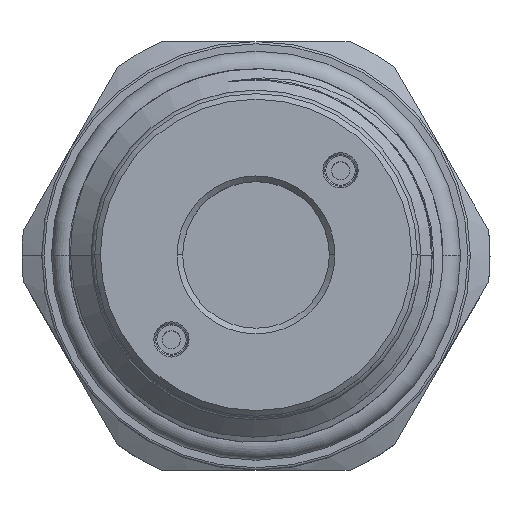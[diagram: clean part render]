
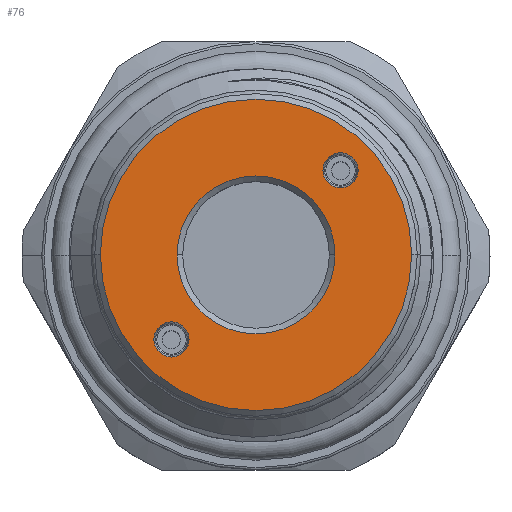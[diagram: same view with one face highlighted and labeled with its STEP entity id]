
A CAD part, top view. The second image highlights one B-rep face of the part: STEP entity #76.
In plain terms, the highlighted planar face has unit normal (0, 0, 1).
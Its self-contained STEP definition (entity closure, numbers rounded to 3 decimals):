
#76 = ADVANCED_FACE ( 'NONE', ( #892, #789, #792, #849 ), #7134, .T. ) ;
#653 = VERTEX_POINT ( 'NONE', #2580 ) ;
#663 = CIRCLE ( 'NONE', #9633, 1.561 ) ;
#718 = CIRCLE ( 'NONE', #9620, 7. ) ;
#768 = CIRCLE ( 'NONE', #9777, 13.8 ) ;
#789 = FACE_BOUND ( 'NONE', #1598, .T. ) ;
#792 = FACE_OUTER_BOUND ( 'NONE', #1571, .T. ) ;
#849 = FACE_BOUND ( 'NONE', #1191, .T. ) ;
#892 = FACE_BOUND ( 'NONE', #1582, .T. ) ;
#1153 = CIRCLE ( 'NONE', #9756, 1.561 ) ;
#1191 = EDGE_LOOP ( 'NONE', ( #6213, #5800 ) ) ;
#1327 = VERTEX_POINT ( 'NONE', #2659 ) ;
#1385 = VERTEX_POINT ( 'NONE', #2702 ) ;
#1386 = VERTEX_POINT ( 'NONE', #2707 ) ;
#1469 = VERTEX_POINT ( 'NONE', #2828 ) ;
#1470 = VERTEX_POINT ( 'NONE', #2827 ) ;
#1472 = VERTEX_POINT ( 'NONE', #2825 ) ;
#1474 = VERTEX_POINT ( 'NONE', #2823 ) ;
#1571 = EDGE_LOOP ( 'NONE', ( #5871, #6296 ) ) ;
#1582 = EDGE_LOOP ( 'NONE', ( #6211, #6415 ) ) ;
#1598 = EDGE_LOOP ( 'NONE', ( #6276, #6420 ) ) ;
#1691 = EDGE_CURVE ( 'NONE', #653, #1327, #663, .T. ) ;
#1697 = EDGE_CURVE ( 'NONE', #1470, #1472, #718, .T. ) ;
#1795 = EDGE_CURVE ( 'NONE', #1385, #1474, #768, .T. ) ;
#1826 = EDGE_CURVE ( 'NONE', #1469, #1386, #1153, .T. ) ;
#1980 = EDGE_CURVE ( 'NONE', #1327, #653, #9101, .T. ) ;
#2102 = EDGE_CURVE ( 'NONE', #1474, #1385, #9283, .T. ) ;
#2193 = EDGE_CURVE ( 'NONE', #1472, #1470, #9552, .T. ) ;
#2285 = EDGE_CURVE ( 'NONE', #1386, #1469, #9312, .T. ) ;
#2316 = AXIS2_PLACEMENT_3D ( 'NONE', #6979, #7115, #7135 ) ;
#2580 = CARTESIAN_POINT ( 'NONE',  ( -7.495, -9.056, 0. ) ) ;
#2659 = CARTESIAN_POINT ( 'NONE',  ( -7.495, -5.935, 0. ) ) ;
#2702 = CARTESIAN_POINT ( 'NONE',  ( -13.8, 0., 0. ) ) ;
#2707 = CARTESIAN_POINT ( 'NONE',  ( 7.495, 5.935, 0. ) ) ;
#2823 = CARTESIAN_POINT ( 'NONE',  ( 13.8, 0., 0. ) ) ;
#2825 = CARTESIAN_POINT ( 'NONE',  ( 7., 0., 0. ) ) ;
#2827 = CARTESIAN_POINT ( 'NONE',  ( -7., 0., 0. ) ) ;
#2828 = CARTESIAN_POINT ( 'NONE',  ( 7.495, 9.056, 0. ) ) ;
#2908 = DIRECTION ( 'NONE',  ( 0., -1., 0. ) ) ;
#2909 = DIRECTION ( 'NONE',  ( 0., 0., -1. ) ) ;
#2910 = CARTESIAN_POINT ( 'NONE',  ( -7.495, -7.495, 0. ) ) ;
#2932 = DIRECTION ( 'NONE',  ( 1., 0., 0. ) ) ;
#2933 = DIRECTION ( 'NONE',  ( 0., 0., -1. ) ) ;
#2934 = CARTESIAN_POINT ( 'NONE',  ( 0., 0., 0. ) ) ;
#4284 = CARTESIAN_POINT ( 'NONE',  ( -7.495, -7.495, 0. ) ) ;
#4292 = DIRECTION ( 'NONE',  ( 0., -1., 0. ) ) ;
#4294 = DIRECTION ( 'NONE',  ( 0., 0., -1. ) ) ;
#5800 = ORIENTED_EDGE ( 'NONE', *, *, #1691, .T. ) ;
#5871 = ORIENTED_EDGE ( 'NONE', *, *, #1795, .T. ) ;
#6211 = ORIENTED_EDGE ( 'NONE', *, *, #2285, .T. ) ;
#6213 = ORIENTED_EDGE ( 'NONE', *, *, #1980, .T. ) ;
#6276 = ORIENTED_EDGE ( 'NONE', *, *, #2193, .T. ) ;
#6296 = ORIENTED_EDGE ( 'NONE', *, *, #2102, .T. ) ;
#6415 = ORIENTED_EDGE ( 'NONE', *, *, #1826, .T. ) ;
#6420 = ORIENTED_EDGE ( 'NONE', *, *, #1697, .T. ) ;
#6979 = CARTESIAN_POINT ( 'NONE',  ( 0., 0., 0. ) ) ;
#7115 = DIRECTION ( 'NONE',  ( 0., 0., 1. ) ) ;
#7134 = PLANE ( 'NONE',  #2316 ) ;
#7135 = DIRECTION ( 'NONE',  ( 1., 0., 0. ) ) ;
#7490 = DIRECTION ( 'NONE',  ( 0., 0., 1. ) ) ;
#7747 = DIRECTION ( 'NONE',  ( 1., 0., 0. ) ) ;
#7750 = CARTESIAN_POINT ( 'NONE',  ( 0., 0., 0. ) ) ;
#8197 = DIRECTION ( 'NONE',  ( 0., 0., -1. ) ) ;
#8309 = CARTESIAN_POINT ( 'NONE',  ( 7.495, 7.495, 0. ) ) ;
#8310 = DIRECTION ( 'NONE',  ( 0., 1., 0. ) ) ;
#8364 = DIRECTION ( 'NONE',  ( 1., 0., 0. ) ) ;
#8365 = DIRECTION ( 'NONE',  ( 0., 0., 1. ) ) ;
#8368 = CARTESIAN_POINT ( 'NONE',  ( 0., 0., 0. ) ) ;
#8774 = DIRECTION ( 'NONE',  ( 0., 0., -1. ) ) ;
#8775 = CARTESIAN_POINT ( 'NONE',  ( 0., 0., 0. ) ) ;
#8776 = DIRECTION ( 'NONE',  ( 1., 0., 0. ) ) ;
#8926 = DIRECTION ( 'NONE',  ( 0., 1., 0. ) ) ;
#8955 = DIRECTION ( 'NONE',  ( 0., 0., -1. ) ) ;
#9021 = CARTESIAN_POINT ( 'NONE',  ( 7.495, 7.495, 0. ) ) ;
#9101 = CIRCLE ( 'NONE', #9983, 1.561 ) ;
#9283 = CIRCLE ( 'NONE', #9730, 13.8 ) ;
#9312 = CIRCLE ( 'NONE', #9619, 1.561 ) ;
#9552 = CIRCLE ( 'NONE', #9662, 7. ) ;
#9619 = AXIS2_PLACEMENT_3D ( 'NONE', #8309, #8197, #8310 ) ;
#9620 = AXIS2_PLACEMENT_3D ( 'NONE', #2934, #2933, #2932 ) ;
#9633 = AXIS2_PLACEMENT_3D ( 'NONE', #2910, #2909, #2908 ) ;
#9662 = AXIS2_PLACEMENT_3D ( 'NONE', #8775, #8774, #8776 ) ;
#9730 = AXIS2_PLACEMENT_3D ( 'NONE', #8368, #8365, #8364 ) ;
#9756 = AXIS2_PLACEMENT_3D ( 'NONE', #9021, #8955, #8926 ) ;
#9777 = AXIS2_PLACEMENT_3D ( 'NONE', #7750, #7490, #7747 ) ;
#9983 = AXIS2_PLACEMENT_3D ( 'NONE', #4284, #4294, #4292 ) ;
